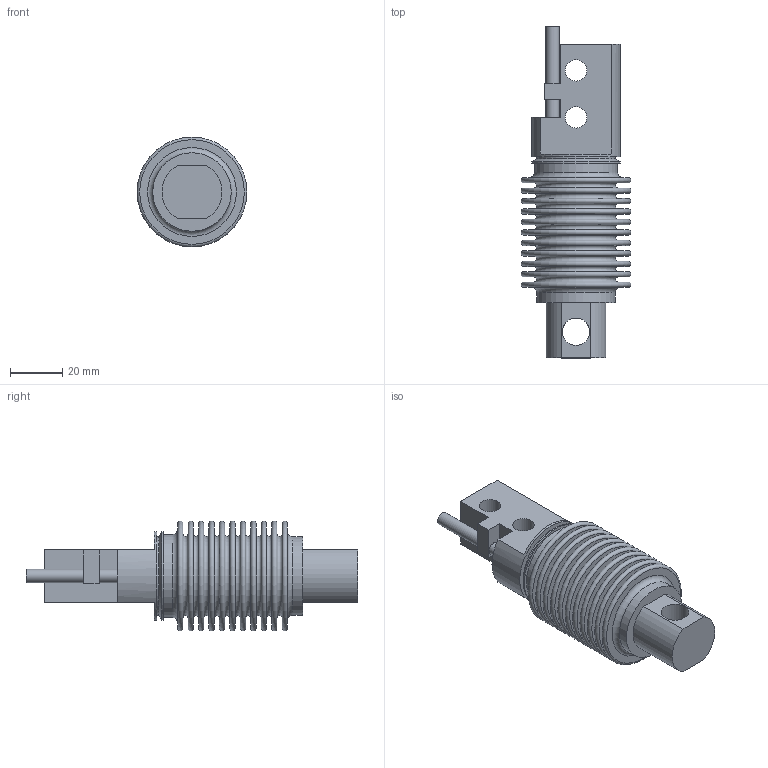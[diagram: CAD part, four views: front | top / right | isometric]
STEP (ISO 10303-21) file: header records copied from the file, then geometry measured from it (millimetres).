
FILE_DESCRIPTION(/* description */ (''),/* implementation_level */ '2;1');
FILE_NAME(/* name */ '563RS-(350-500)kg v3.step',/* time_stamp */ '2020-02-04T14:30:02-08:00',/* author */ (''),/* organization */ (''),/* preprocessor_version */ 'ST-DEVELOPER v18',/* originating_system */ 'Autodesk Translation Framework v8.12.0.6',/* authorisation */ '');
FILE_SCHEMA (('AUTOMOTIVE_DESIGN { 1 0 10303 214 3 1 1 }'));
Length unit declared in the file: millimetre
Products named in the file (1): 563RS-(350-500)kg
Bounding box: 42 x 127 x 42 mm (x, y, z)
Volume: 82879 mm3; surface area: 27833.9 mm2
Topology: 1 solids, 1 shells, 76 faces, 191 edges, 143 vertices
Faces by surface type: plane 40, torus 23, cylinder 12, cone 1
Full cylindrical faces by diameter (mm): 5.1 x2, 8.2 x2, 10.5 x1, 30 x2, 31.7 x1, 34 x2
Entity records: 2486 total; most frequent: DIRECTION 491, CARTESIAN_POINT 411, ORIENTED_EDGE 382, AXIS2_PLACEMENT_3D 223, EDGE_CURVE 191, CIRCLE 146, VERTEX_POINT 143, EDGE_LOOP 110
